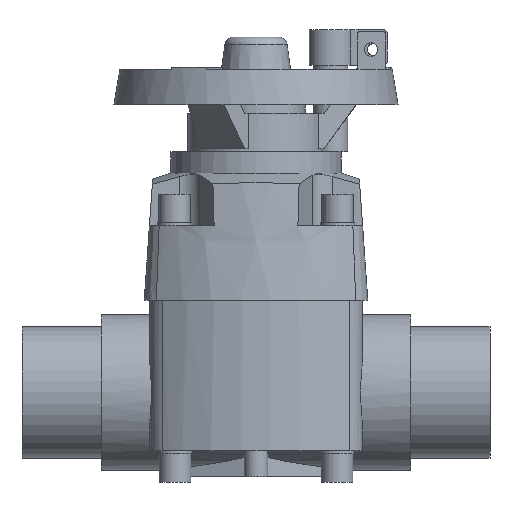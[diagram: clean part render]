
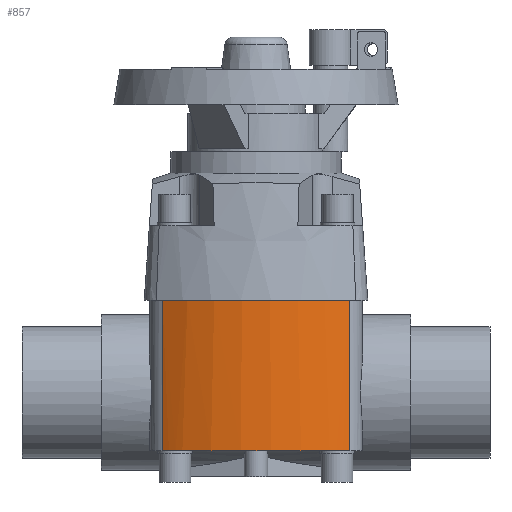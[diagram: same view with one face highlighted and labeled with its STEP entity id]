
A CAD part, front view. The second image highlights one B-rep face of the part: STEP entity #857.
In plain terms, the highlighted cylindrical face has radius 85.8 mm (diameter 171.6 mm), a partial arc.
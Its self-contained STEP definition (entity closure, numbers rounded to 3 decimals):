
#857=ADVANCED_FACE('',(#1744),#1745,.T.);
#1744=FACE_OUTER_BOUND('',#2640,.T.);
#1745=CYLINDRICAL_SURFACE('',#2641,85.8);
#2640=EDGE_LOOP('',(#5206,#5207,#5208,#5209,#5210,#5211));
#2641=AXIS2_PLACEMENT_3D('',#5212,#5213,#5214);
#5206=ORIENTED_EDGE('',*,*,#6032,.T.);
#5207=ORIENTED_EDGE('',*,*,#6131,.T.);
#5208=ORIENTED_EDGE('',*,*,#6063,.T.);
#5209=ORIENTED_EDGE('',*,*,#6361,.F.);
#5210=ORIENTED_EDGE('',*,*,#6165,.T.);
#5211=ORIENTED_EDGE('',*,*,#6359,.T.);
#5212=CARTESIAN_POINT('',(0.,29.7,44.255));
#5213=DIRECTION('',(0.0,0.0,-1.0));
#5214=DIRECTION('',(0.522,-0.853,0.0));
#6032=EDGE_CURVE('',#7470,#6850,#7472,.T.);
#6063=EDGE_CURVE('',#6812,#7510,#7511,.T.);
#6131=EDGE_CURVE('',#6850,#6812,#7596,.T.);
#6165=EDGE_CURVE('',#7646,#7644,#7647,.T.);
#6359=EDGE_CURVE('',#7644,#7470,#7878,.T.);
#6361=EDGE_CURVE('',#7646,#7510,#7880,.T.);
#6812=VERTEX_POINT('',#8913);
#6850=VERTEX_POINT('',#8959);
#7470=VERTEX_POINT('',#9790);
#7472=CIRCLE('',#9792,85.8);
#7510=VERTEX_POINT('',#9832);
#7511=CIRCLE('',#9833,85.8);
#7596=CIRCLE('',#10106,85.8);
#7644=VERTEX_POINT('',#10167);
#7646=VERTEX_POINT('',#10169);
#7647=CIRCLE('',#10170,85.8);
#7878=LINE('',#10595,#10596);
#7880=LINE('',#10598,#10599);
#8913=CARTESIAN_POINT('',(35.235,-48.531,-27.861));
#8959=CARTESIAN_POINT('',(-35.235,-48.531,-27.861));
#9790=CARTESIAN_POINT('',(-44.786,-43.484,-27.861));
#9792=AXIS2_PLACEMENT_3D('',#11666,#11667,#11668);
#9832=CARTESIAN_POINT('',(44.786,-43.484,-27.861));
#9833=AXIS2_PLACEMENT_3D('',#11722,#11723,#11724);
#10106=AXIS2_PLACEMENT_3D('',#11822,#11823,#11824);
#10167=CARTESIAN_POINT('',(-44.786,-43.484,44.255));
#10169=CARTESIAN_POINT('',(44.786,-43.484,44.255));
#10170=AXIS2_PLACEMENT_3D('',#11868,#11869,#11870);
#10595=CARTESIAN_POINT('',(-44.786,-43.484,44.255));
#10596=VECTOR('',#12117,1.0);
#10598=CARTESIAN_POINT('',(44.786,-43.484,44.255));
#10599=VECTOR('',#12118,1.0);
#11666=CARTESIAN_POINT('',(0.,29.7,-27.861));
#11667=DIRECTION('',(-0.0,0.0,1.0));
#11668=DIRECTION('',(0.522,-0.853,0.0));
#11722=CARTESIAN_POINT('',(0.,29.7,-27.861));
#11723=DIRECTION('',(-0.0,0.0,1.0));
#11724=DIRECTION('',(0.522,-0.853,0.0));
#11822=CARTESIAN_POINT('',(0.,29.7,-27.861));
#11823=DIRECTION('',(-0.0,0.0,1.0));
#11824=DIRECTION('',(0.522,-0.853,0.0));
#11868=CARTESIAN_POINT('',(0.,29.7,44.255));
#11869=DIRECTION('',(0.0,0.0,-1.0));
#11870=DIRECTION('',(0.522,-0.853,0.0));
#12117=DIRECTION('',(0.0,0.0,-1.0));
#12118=DIRECTION('',(0.0,0.0,-1.0));
